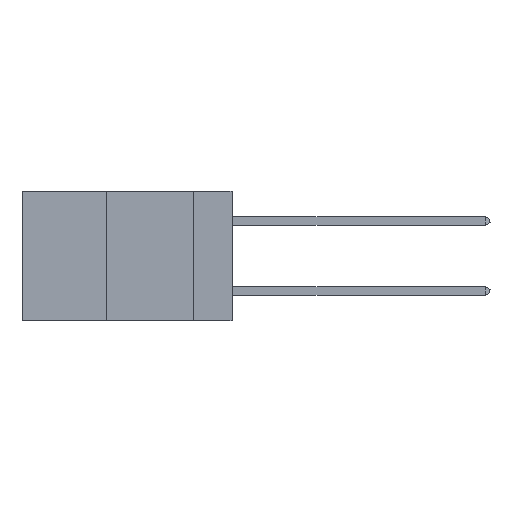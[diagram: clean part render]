
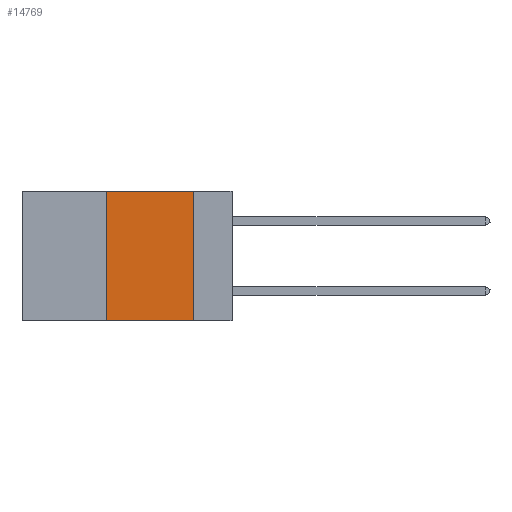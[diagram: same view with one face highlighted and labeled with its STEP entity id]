
A CAD part, left-side view. The second image highlights one B-rep face of the part: STEP entity #14769.
In plain terms, the highlighted planar face has unit normal (-1, 0, 0).
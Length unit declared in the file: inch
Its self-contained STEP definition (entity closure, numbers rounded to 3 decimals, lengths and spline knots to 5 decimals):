
#635 = CARTESIAN_POINT ( 'NONE',  ( 0., 0.11, 0. ) ) ;
#1536 = DIRECTION ( 'NONE',  ( 0., 0., 1. ) ) ;
#2790 = LINE ( 'NONE', #3220, #14664 ) ;
#2915 = LINE ( 'NONE', #3958, #16922 ) ;
#3220 = CARTESIAN_POINT ( 'NONE',  ( 0., 0.11, 0. ) ) ;
#3445 = EDGE_CURVE ( 'NONE', #26135, #8655, #2915, .T. ) ;
#3848 = PLANE ( 'NONE',  #19496 ) ;
#3958 = CARTESIAN_POINT ( 'NONE',  ( 0., 0.6, 0. ) ) ;
#5329 = EDGE_CURVE ( 'NONE', #8655, #18617, #2790, .T. ) ;
#8046 = EDGE_CURVE ( 'NONE', #12833, #18617, #18877, .T. ) ;
#8655 = VERTEX_POINT ( 'NONE', #635 ) ;
#9627 = EDGE_LOOP ( 'NONE', ( #36019, #29624, #17812, #25253 ) ) ;
#11625 = VECTOR ( 'NONE', #1536, 39.37008 ) ;
#11689 = DIRECTION ( 'NONE',  ( 0., 0., -1. ) ) ;
#11838 = DIRECTION ( 'NONE',  ( 0., 0., -1. ) ) ;
#12833 = VERTEX_POINT ( 'NONE', #21646 ) ;
#13203 = VECTOR ( 'NONE', #29039, 39.37008 ) ;
#14664 = VECTOR ( 'NONE', #11689, 39.37008 ) ;
#14769 = ADVANCED_FACE ( 'NONE', ( #26572 ), #3848, .F. ) ;
#15265 = CARTESIAN_POINT ( 'NONE',  ( 0., 0.36, 0. ) ) ;
#16510 = EDGE_CURVE ( 'NONE', #12833, #26135, #31279, .T. ) ;
#16922 = VECTOR ( 'NONE', #23468, 39.37008 ) ;
#17812 = ORIENTED_EDGE ( 'NONE', *, *, #16510, .F. ) ;
#18617 = VERTEX_POINT ( 'NONE', #35943 ) ;
#18877 = LINE ( 'NONE', #25301, #13203 ) ;
#18899 = CARTESIAN_POINT ( 'NONE',  ( 0., 0.6, 0. ) ) ;
#19496 = AXIS2_PLACEMENT_3D ( 'NONE', #18899, #30031, #11838 ) ;
#21646 = CARTESIAN_POINT ( 'NONE',  ( 0., 0.36, -0.37 ) ) ;
#23468 = DIRECTION ( 'NONE',  ( 0., -1., 0. ) ) ;
#25253 = ORIENTED_EDGE ( 'NONE', *, *, #8046, .T. ) ;
#25301 = CARTESIAN_POINT ( 'NONE',  ( 0., 0.6, -0.37 ) ) ;
#26135 = VERTEX_POINT ( 'NONE', #31888 ) ;
#26572 = FACE_OUTER_BOUND ( 'NONE', #9627, .T. ) ;
#29039 = DIRECTION ( 'NONE',  ( 0., -1., 0. ) ) ;
#29624 = ORIENTED_EDGE ( 'NONE', *, *, #3445, .F. ) ;
#30031 = DIRECTION ( 'NONE',  ( 1., 0., 0. ) ) ;
#31279 = LINE ( 'NONE', #15265, #11625 ) ;
#31888 = CARTESIAN_POINT ( 'NONE',  ( 0., 0.36, 0. ) ) ;
#35943 = CARTESIAN_POINT ( 'NONE',  ( 0., 0.11, -0.37 ) ) ;
#36019 = ORIENTED_EDGE ( 'NONE', *, *, #5329, .F. ) ;
